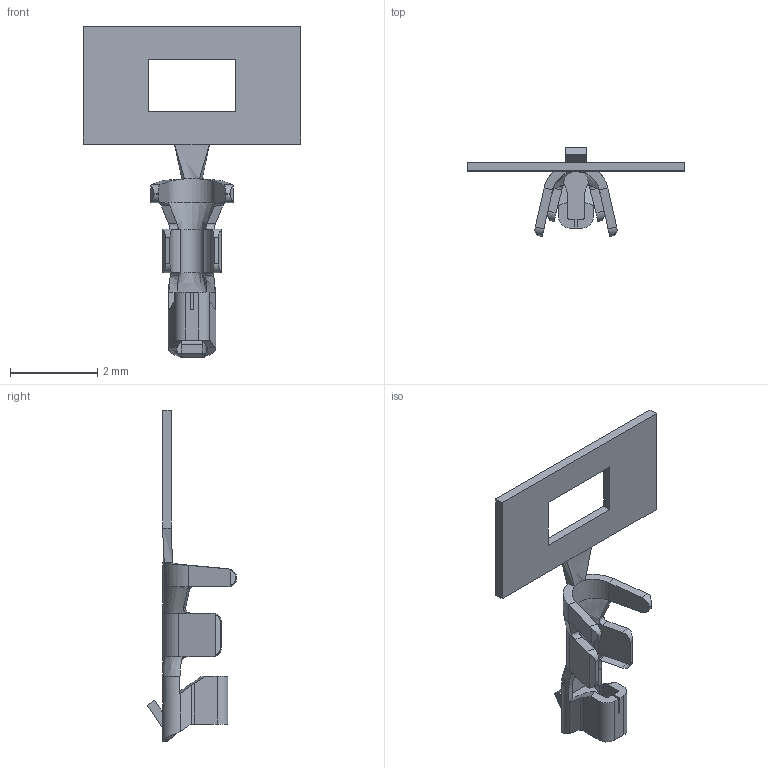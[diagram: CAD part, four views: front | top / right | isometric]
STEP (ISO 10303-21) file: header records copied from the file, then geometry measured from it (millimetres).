
FILE_DESCRIPTION( ('This file contains a STEP AP42 implementation' ,'as created by ZW3D STEP Interface translator.') ,'2;1' );
FILE_NAME( 'WF1501-TPXX01.stp' ,'23 415.162536', (''), ('ZWCAD Software Co.'), 'Version 1.0', 'ZW3D to STEP translator', '' );
FILE_SCHEMA(('AUTOMOTIVE_DESIGN { 1 0 10303 214 1 1 1 1 }'));
Length unit declared in the file: millimetre
Products named in the file (2): 0; WF1501-TPSN01001
Bounding box: 5 x 2.05 x 7.6 mm (x, y, z)
Volume: 4.9 mm3; surface area: 52.7 mm2
Topology: 1 solids, 1 shells, 127 faces, 333 edges, 208 vertices
Faces by surface type: plane 67, cylinder 36, bspline 24
Entity records: 4456 total; most frequent: CARTESIAN_POINT 1298, ORIENTED_EDGE 666, DIRECTION 548, EDGE_CURVE 333, VECTOR 224, LINE 224, VERTEX_POINT 208, AXIS2_PLACEMENT_3D 162
